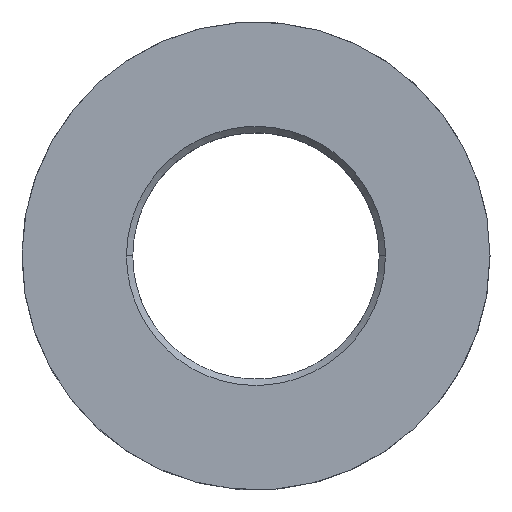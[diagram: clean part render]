
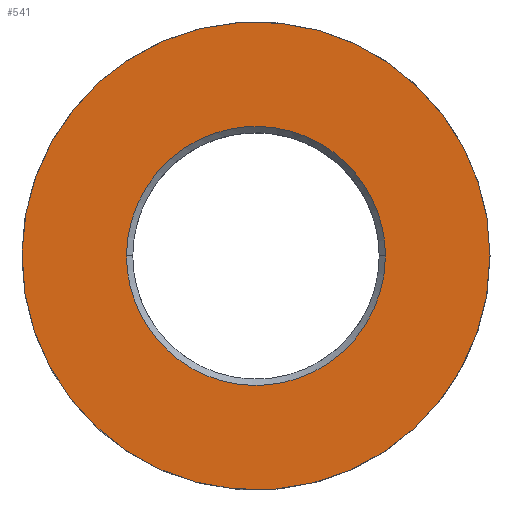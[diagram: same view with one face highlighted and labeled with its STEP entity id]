
A CAD part, top view. The second image highlights one B-rep face of the part: STEP entity #541.
In plain terms, the highlighted planar face has unit normal (0, 0, 1).
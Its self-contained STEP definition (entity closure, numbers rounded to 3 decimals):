
#11 = CARTESIAN_POINT ( 'NONE',  ( -32.485, -16.827, 3.7 ) ) ;
#25 = EDGE_CURVE ( 'NONE', #533, #533, #585, .T. ) ;
#51 = CARTESIAN_POINT ( 'NONE',  ( -28.478, -14.164, 3.7 ) ) ;
#58 = CARTESIAN_POINT ( 'NONE',  ( -40.129, -14.164, 3.7 ) ) ;
#97 = AXIS2_PLACEMENT_3D ( 'NONE', #135, #131, #130 ) ;
#130 = DIRECTION ( 'NONE',  ( 1., 0., 0. ) ) ;
#131 = DIRECTION ( 'NONE',  ( 0., 0., 1. ) ) ;
#132 = CARTESIAN_POINT ( 'NONE',  ( -31.829, -14.164, 3.7 ) ) ;
#135 = CARTESIAN_POINT ( 'NONE',  ( -45.353, -23.539, 3.7 ) ) ;
#137 = PLANE ( 'NONE',  #97 ) ;
#152 = EDGE_CURVE ( 'NONE', #493, #651, #218, .T. ) ;
#172 = EDGE_CURVE ( 'NONE', #651, #493, #367, .T. ) ;
#215 = CARTESIAN_POINT ( 'NONE',  ( -31.829, -14.164, 3.7 ) ) ;
#217 = CARTESIAN_POINT ( 'NONE',  ( -31.828, -13.095, 3.7 ) ) ;
#218 = B_SPLINE_CURVE_WITH_KNOTS ( 'NONE', 3,
 ( #664, #669, #11, #662, #661, #660, #657, #654, #652 ),
 .UNSPECIFIED., .F., .F.,
 ( 4, 1, 1, 1, 1, 1, 4 ),
 ( 0., 0.003, 0.005, 0.007, 0.008, 0.01, 0.013 ),
 .UNSPECIFIED. ) ;
#367 = B_SPLINE_CURVE_WITH_KNOTS ( 'NONE', 3,
 ( #583, #663, #549, #547, #546, #512, #511, #217, #215 ),
 .UNSPECIFIED., .F., .F.,
 ( 4, 1, 1, 1, 1, 1, 4 ),
 ( 0., 0.003, 0.005, 0.006, 0.008, 0.01, 0.013 ),
 .UNSPECIFIED. ) ;
#380 = EDGE_LOOP ( 'NONE', ( #638 ) ) ;
#402 = ORIENTED_EDGE ( 'NONE', *, *, #152, .T. ) ;
#493 = VERTEX_POINT ( 'NONE', #132 ) ;
#511 = CARTESIAN_POINT ( 'NONE',  ( -32.485, -11.502, 3.7 ) ) ;
#512 = CARTESIAN_POINT ( 'NONE',  ( -34.336, -10.225, 3.7 ) ) ;
#526 = FACE_BOUND ( 'NONE', #666, .T. ) ;
#530 = CARTESIAN_POINT ( 'NONE',  ( -31.836, -6.664, 3.7 ) ) ;
#532 = FACE_OUTER_BOUND ( 'NONE', #380, .T. ) ;
#533 = VERTEX_POINT ( 'NONE', #51 ) ;
#541 = ADVANCED_FACE ( 'NONE', ( #526, #532 ), #137, .T. ) ;
#546 = CARTESIAN_POINT ( 'NONE',  ( -36.015, -9.896, 3.7 ) ) ;
#547 = CARTESIAN_POINT ( 'NONE',  ( -37.678, -10.263, 3.7 ) ) ;
#549 = CARTESIAN_POINT ( 'NONE',  ( -39.472, -11.502, 3.7 ) ) ;
#551 = CARTESIAN_POINT ( 'NONE',  ( -28.478, -14.164, 3.7 ) ) ;
#552 = CARTESIAN_POINT ( 'NONE',  ( -28.478, -10.022, 3.7 ) ) ;
#553 = CARTESIAN_POINT ( 'NONE',  ( -43.478, -10.022, 3.7 ) ) ;
#555 = CARTESIAN_POINT ( 'NONE',  ( -35.979, -6.664, 3.7 ) ) ;
#557 = CARTESIAN_POINT ( 'NONE',  ( -40.12, -6.664, 3.7 ) ) ;
#560 = CARTESIAN_POINT ( 'NONE',  ( -43.478, -18.306, 3.7 ) ) ;
#563 = CARTESIAN_POINT ( 'NONE',  ( -43.478, -14.164, 3.7 ) ) ;
#568 = CARTESIAN_POINT ( 'NONE',  ( -35.979, -21.664, 3.7 ) ) ;
#571 = CARTESIAN_POINT ( 'NONE',  ( -28.478, -18.306, 3.7 ) ) ;
#578 = CARTESIAN_POINT ( 'NONE',  ( -40.12, -21.664, 3.7 ) ) ;
#579 = CARTESIAN_POINT ( 'NONE',  ( -28.478, -14.164, 3.7 ) ) ;
#581 = CARTESIAN_POINT ( 'NONE',  ( -31.836, -21.664, 3.7 ) ) ;
#583 = CARTESIAN_POINT ( 'NONE',  ( -40.129, -14.164, 3.7 ) ) ;
#585 = B_SPLINE_CURVE_WITH_KNOTS ( 'NONE', 3,
 ( #579, #571, #581, #568, #578, #560, #563, #553, #557, #555, #530, #552, #551 ),
 .UNSPECIFIED., .T., .F.,
 ( 4, 3, 3, 3, 4 ),
 ( 0., 0.012, 0.023, 0.035, 0.047 ),
 .UNSPECIFIED. ) ;
#620 = ORIENTED_EDGE ( 'NONE', *, *, #172, .T. ) ;
#638 = ORIENTED_EDGE ( 'NONE', *, *, #25, .F. ) ;
#651 = VERTEX_POINT ( 'NONE', #58 ) ;
#652 = CARTESIAN_POINT ( 'NONE',  ( -40.129, -14.164, 3.7 ) ) ;
#654 = CARTESIAN_POINT ( 'NONE',  ( -40.129, -15.234, 3.7 ) ) ;
#657 = CARTESIAN_POINT ( 'NONE',  ( -39.472, -16.827, 3.7 ) ) ;
#660 = CARTESIAN_POINT ( 'NONE',  ( -37.678, -18.065, 3.7 ) ) ;
#661 = CARTESIAN_POINT ( 'NONE',  ( -36.015, -18.432, 3.7 ) ) ;
#662 = CARTESIAN_POINT ( 'NONE',  ( -34.336, -18.104, 3.7 ) ) ;
#663 = CARTESIAN_POINT ( 'NONE',  ( -40.129, -13.095, 3.7 ) ) ;
#664 = CARTESIAN_POINT ( 'NONE',  ( -31.829, -14.164, 3.7 ) ) ;
#666 = EDGE_LOOP ( 'NONE', ( #620, #402 ) ) ;
#669 = CARTESIAN_POINT ( 'NONE',  ( -31.828, -15.234, 3.7 ) ) ;
